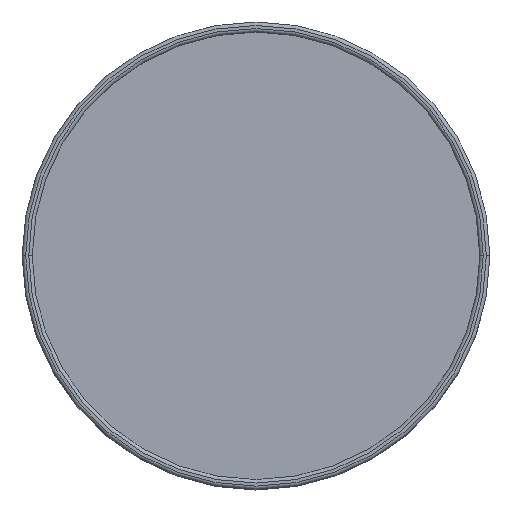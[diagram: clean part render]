
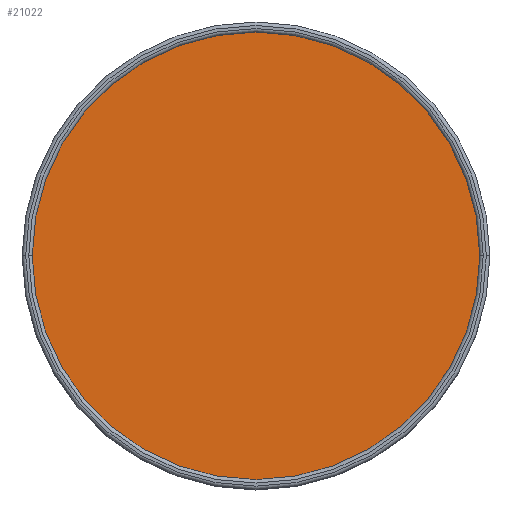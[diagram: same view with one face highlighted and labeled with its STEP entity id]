
A CAD part, top view. The second image highlights one B-rep face of the part: STEP entity #21022.
In plain terms, the highlighted planar face has unit normal (0, 0, 1).
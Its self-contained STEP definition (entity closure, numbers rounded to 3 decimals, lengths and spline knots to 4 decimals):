
#477 = CIRCLE ( 'NONE', #11029, 1. ) ;
#1346 = DIRECTION ( 'NONE',  ( 1., 0., 0. ) ) ;
#4259 = ORIENTED_EDGE ( 'NONE', *, *, #5623, .T. ) ;
#5582 = DIRECTION ( 'NONE',  ( 0., 0., 1. ) ) ;
#5608 = CARTESIAN_POINT ( 'NONE',  ( -1., 0., 0.48 ) ) ;
#5623 = EDGE_CURVE ( 'NONE', #25342, #7234, #477, .T. ) ;
#7234 = VERTEX_POINT ( 'NONE', #5608 ) ;
#7766 = CARTESIAN_POINT ( 'NONE',  ( 0., 0., 0.48 ) ) ;
#9885 = DIRECTION ( 'NONE',  ( 1., 0., 0. ) ) ;
#9997 = CIRCLE ( 'NONE', #13316, 1. ) ;
#10523 = CARTESIAN_POINT ( 'NONE',  ( 1., 0., 0.48 ) ) ;
#11029 = AXIS2_PLACEMENT_3D ( 'NONE', #7766, #22669, #9885 ) ;
#13316 = AXIS2_PLACEMENT_3D ( 'NONE', #26887, #14174, #1346 ) ;
#14082 = PLANE ( 'NONE',  #14748 ) ;
#14174 = DIRECTION ( 'NONE',  ( 0., 0., 1. ) ) ;
#14748 = AXIS2_PLACEMENT_3D ( 'NONE', #16214, #5582, #20480 ) ;
#16214 = CARTESIAN_POINT ( 'NONE',  ( 0., 0., 0.48 ) ) ;
#16382 = FACE_OUTER_BOUND ( 'NONE', #22835, .T. ) ;
#19223 = ORIENTED_EDGE ( 'NONE', *, *, #21027, .T. ) ;
#20480 = DIRECTION ( 'NONE',  ( 1., 0., 0. ) ) ;
#21022 = ADVANCED_FACE ( 'NONE', ( #16382 ), #14082, .T. ) ;
#21027 = EDGE_CURVE ( 'NONE', #7234, #25342, #9997, .T. ) ;
#22669 = DIRECTION ( 'NONE',  ( 0., 0., 1. ) ) ;
#22835 = EDGE_LOOP ( 'NONE', ( #4259, #19223 ) ) ;
#25342 = VERTEX_POINT ( 'NONE', #10523 ) ;
#26887 = CARTESIAN_POINT ( 'NONE',  ( 0., 0., 0.48 ) ) ;
